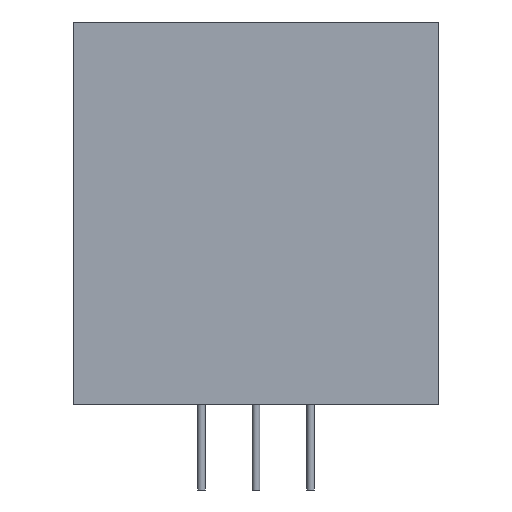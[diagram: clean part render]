
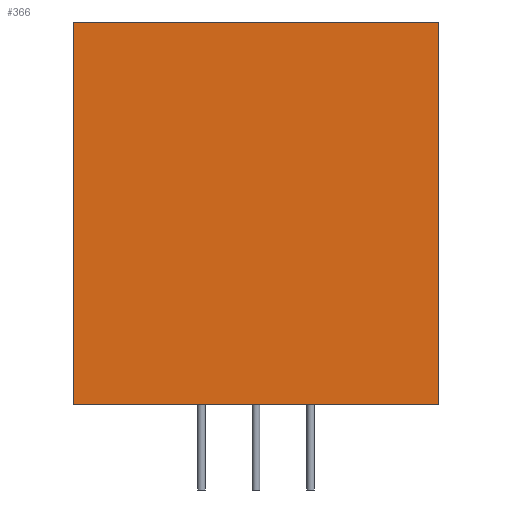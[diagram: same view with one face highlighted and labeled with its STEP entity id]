
A CAD part, front view. The second image highlights one B-rep face of the part: STEP entity #366.
In plain terms, the highlighted planar face has unit normal (0, -1, 0).
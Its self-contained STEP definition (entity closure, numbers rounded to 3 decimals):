
#366=ADVANCED_FACE('',(#372),#367,.T.);
#367=PLANE('',#368);
#368=AXIS2_PLACEMENT_3D('',#369,#370,#371);
#369=CARTESIAN_POINT('',(-5.956,-3.594,0.0));
#370=DIRECTION('',(0.0,-1.0,0.0));
#371=DIRECTION('',(0.,0.,1.));
#372=FACE_OUTER_BOUND('',#373,.T.);
#373=EDGE_LOOP('',(#374,#384,#394,#404));
#377=CARTESIAN_POINT('',(11.036,-3.594,0.0));
#376=VERTEX_POINT('',#377);
#379=CARTESIAN_POINT('',(-5.956,-3.594,0.0));
#378=VERTEX_POINT('',#379);
#375=EDGE_CURVE('',#376,#378,#380,.T.);
#380=LINE('',#377,#382);
#382=VECTOR('',#383,16.993);
#383=DIRECTION('',(-1.0,0.0,0.0));
#374=ORIENTED_EDGE('',*,*,#375,.F.);
#387=CARTESIAN_POINT('',(11.036,-3.594,17.805));
#386=VERTEX_POINT('',#387);
#385=EDGE_CURVE('',#386,#376,#390,.T.);
#390=LINE('',#387,#392);
#392=VECTOR('',#393,17.805);
#393=DIRECTION('',(0.0,0.0,-1.0));
#384=ORIENTED_EDGE('',*,*,#385,.F.);
#397=CARTESIAN_POINT('',(-5.956,-3.594,17.805));
#396=VERTEX_POINT('',#397);
#395=EDGE_CURVE('',#396,#386,#400,.T.);
#400=LINE('',#397,#402);
#402=VECTOR('',#403,16.993);
#403=DIRECTION('',(1.0,0.0,0.0));
#394=ORIENTED_EDGE('',*,*,#395,.F.);
#405=EDGE_CURVE('',#378,#396,#410,.T.);
#410=LINE('',#379,#412);
#412=VECTOR('',#413,17.805);
#413=DIRECTION('',(0.0,0.0,1.0));
#404=ORIENTED_EDGE('',*,*,#405,.F.);
